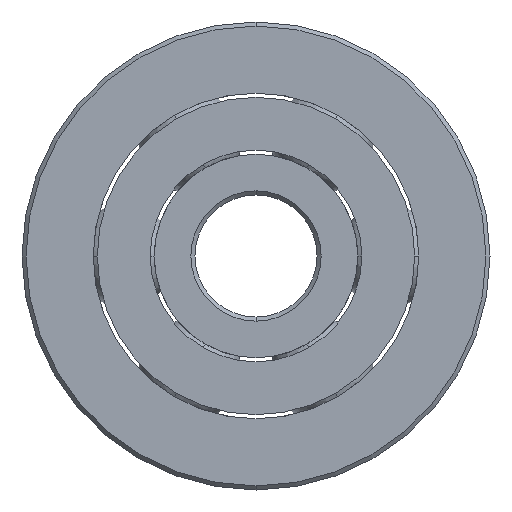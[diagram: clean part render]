
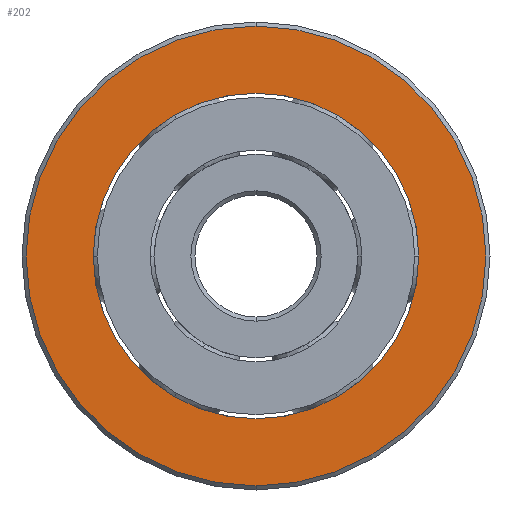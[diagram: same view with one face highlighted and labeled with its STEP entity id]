
A CAD part, front view. The second image highlights one B-rep face of the part: STEP entity #202.
In plain terms, the highlighted planar face has unit normal (0, -1, 0).
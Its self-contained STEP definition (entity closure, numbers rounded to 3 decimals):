
#18 = CARTESIAN_POINT ( 'NONE',  ( 0., -2., -5.65 ) ) ;
#97 = DIRECTION ( 'NONE',  ( 0., -1., 0. ) ) ;
#184 = CARTESIAN_POINT ( 'NONE',  ( 0., -2., 5.65 ) ) ;
#202 = ADVANCED_FACE ( 'NONE', ( #1014, #2707 ), #311, .T. ) ;
#240 = DIRECTION ( 'NONE',  ( 0., 0., -1. ) ) ;
#263 = CARTESIAN_POINT ( 'NONE',  ( 0., -2., 4. ) ) ;
#311 = PLANE ( 'NONE',  #1837 ) ;
#411 = CARTESIAN_POINT ( 'NONE',  ( 0., -2., 0. ) ) ;
#561 = DIRECTION ( 'NONE',  ( 0., -1., 0. ) ) ;
#603 = CARTESIAN_POINT ( 'NONE',  ( 0., -2., 0. ) ) ;
#614 = VERTEX_POINT ( 'NONE', #2429 ) ;
#622 = VERTEX_POINT ( 'NONE', #184 ) ;
#692 = EDGE_CURVE ( 'NONE', #614, #1017, #1462, .T. ) ;
#697 = EDGE_LOOP ( 'NONE', ( #2052, #1910 ) ) ;
#698 = DIRECTION ( 'NONE',  ( 0., 0., -1. ) ) ;
#795 = DIRECTION ( 'NONE',  ( 0., -1., 0. ) ) ;
#1014 = FACE_OUTER_BOUND ( 'NONE', #2655, .T. ) ;
#1017 = VERTEX_POINT ( 'NONE', #263 ) ;
#1127 = DIRECTION ( 'NONE',  ( 0., -1., 0. ) ) ;
#1140 = DIRECTION ( 'NONE',  ( 0., 0., -1. ) ) ;
#1207 = VERTEX_POINT ( 'NONE', #18 ) ;
#1249 = AXIS2_PLACEMENT_3D ( 'NONE', #411, #2629, #240 ) ;
#1462 = CIRCLE ( 'NONE', #1878, 4. ) ;
#1645 = CIRCLE ( 'NONE', #1684, 4. ) ;
#1684 = AXIS2_PLACEMENT_3D ( 'NONE', #603, #795, #1706 ) ;
#1706 = DIRECTION ( 'NONE',  ( 0., 0., -1. ) ) ;
#1837 = AXIS2_PLACEMENT_3D ( 'NONE', #1850, #97, #698 ) ;
#1850 = CARTESIAN_POINT ( 'NONE',  ( 4., -2., 0. ) ) ;
#1866 = ORIENTED_EDGE ( 'NONE', *, *, #2197, .T. ) ;
#1878 = AXIS2_PLACEMENT_3D ( 'NONE', #2229, #1127, #1140 ) ;
#1910 = ORIENTED_EDGE ( 'NONE', *, *, #2095, .F. ) ;
#2051 = AXIS2_PLACEMENT_3D ( 'NONE', #2710, #561, #2191 ) ;
#2052 = ORIENTED_EDGE ( 'NONE', *, *, #692, .F. ) ;
#2095 = EDGE_CURVE ( 'NONE', #1017, #614, #1645, .T. ) ;
#2182 = CIRCLE ( 'NONE', #1249, 5.65 ) ;
#2191 = DIRECTION ( 'NONE',  ( 0., 0., -1. ) ) ;
#2197 = EDGE_CURVE ( 'NONE', #1207, #622, #2182, .T. ) ;
#2229 = CARTESIAN_POINT ( 'NONE',  ( 0., -2., 0. ) ) ;
#2244 = CIRCLE ( 'NONE', #2051, 5.65 ) ;
#2428 = ORIENTED_EDGE ( 'NONE', *, *, #2566, .T. ) ;
#2429 = CARTESIAN_POINT ( 'NONE',  ( 0., -2., -4. ) ) ;
#2566 = EDGE_CURVE ( 'NONE', #622, #1207, #2244, .T. ) ;
#2629 = DIRECTION ( 'NONE',  ( 0., -1., 0. ) ) ;
#2655 = EDGE_LOOP ( 'NONE', ( #2428, #1866 ) ) ;
#2707 = FACE_BOUND ( 'NONE', #697, .T. ) ;
#2710 = CARTESIAN_POINT ( 'NONE',  ( 0., -2., 0. ) ) ;
